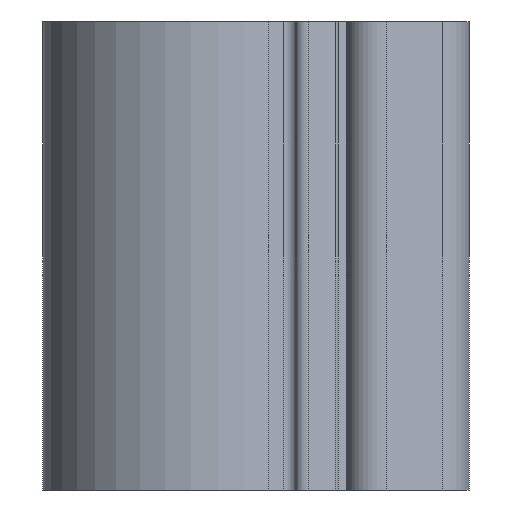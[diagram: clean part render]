
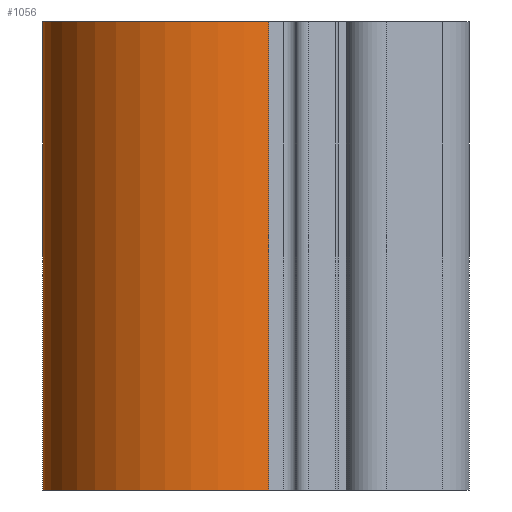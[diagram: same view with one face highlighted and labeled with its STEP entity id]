
A CAD part, left-side view. The second image highlights one B-rep face of the part: STEP entity #1056.
In plain terms, the highlighted cylindrical face has radius 8.5 mm (diameter 17 mm), a partial arc.
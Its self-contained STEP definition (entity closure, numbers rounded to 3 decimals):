
#76=LINE('',#1692,#167);
#77=LINE('',#1698,#168);
#167=VECTOR('',#1370,1000.);
#168=VECTOR('',#1377,1000.);
#244=CYLINDRICAL_SURFACE('',#1147,8.5);
#295=FACE_OUTER_BOUND('',#356,.T.);
#356=EDGE_LOOP('',(#804,#805,#806,#807));
#407=CIRCLE('',#1148,8.5);
#408=CIRCLE('',#1149,8.5);
#491=VERTEX_POINT('',#1688);
#492=VERTEX_POINT('',#1690);
#493=VERTEX_POINT('',#1694);
#494=VERTEX_POINT('',#1696);
#615=EDGE_CURVE('',#492,#491,#76,.T.);
#616=EDGE_CURVE('',#493,#491,#407,.T.);
#617=EDGE_CURVE('',#494,#492,#408,.T.);
#618=EDGE_CURVE('',#494,#493,#77,.T.);
#804=ORIENTED_EDGE('',*,*,#616,.T.);
#805=ORIENTED_EDGE('',*,*,#615,.F.);
#806=ORIENTED_EDGE('',*,*,#617,.F.);
#807=ORIENTED_EDGE('',*,*,#618,.T.);
#1056=ADVANCED_FACE('',(#295),#244,.T.);
#1147=AXIS2_PLACEMENT_3D('',#1693,#1371,#1372);
#1148=AXIS2_PLACEMENT_3D('',#1695,#1373,#1374);
#1149=AXIS2_PLACEMENT_3D('',#1697,#1375,#1376);
#1370=DIRECTION('',(0.,0.,-1.));
#1371=DIRECTION('center_axis',(0.,0.,1.));
#1372=DIRECTION('ref_axis',(-1.,0.,0.));
#1373=DIRECTION('center_axis',(0.,0.,1.));
#1374=DIRECTION('ref_axis',(1.,0.,0.));
#1375=DIRECTION('center_axis',(0.,0.,1.));
#1376=DIRECTION('ref_axis',(1.,0.,0.));
#1377=DIRECTION('',(0.,0.,-1.));
#1688=CARTESIAN_POINT('',(-15.728,3.408,-12.5));
#1690=CARTESIAN_POINT('',(-15.728,3.408,12.5));
#1692=CARTESIAN_POINT('',(-15.728,3.408,12.5));
#1693=CARTESIAN_POINT('Origin',(-8.025,7.,12.5));
#1694=CARTESIAN_POINT('',(-8.025,15.5,-12.5));
#1695=CARTESIAN_POINT('Origin',(-8.025,7.,-12.5));
#1696=CARTESIAN_POINT('',(-8.025,15.5,12.5));
#1697=CARTESIAN_POINT('Origin',(-8.025,7.,12.5));
#1698=CARTESIAN_POINT('',(-8.025,15.5,12.5));
